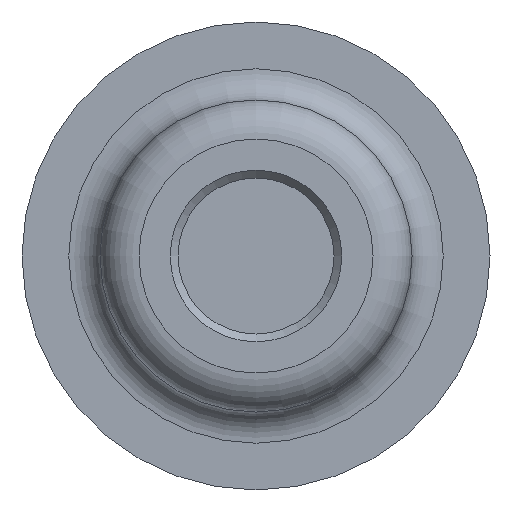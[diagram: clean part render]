
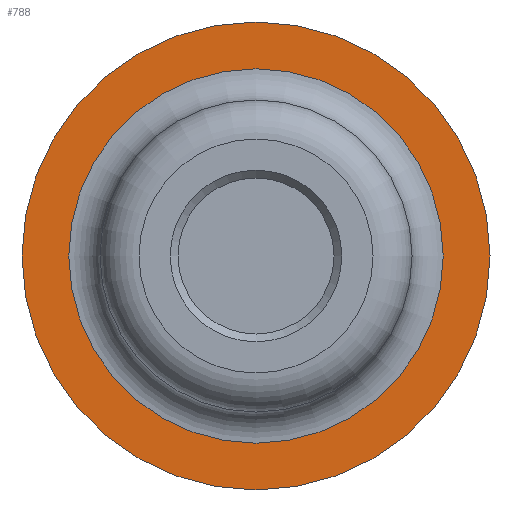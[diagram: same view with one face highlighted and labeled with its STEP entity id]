
A CAD part, left-side view. The second image highlights one B-rep face of the part: STEP entity #788.
In plain terms, the highlighted planar face has unit normal (-1, 0, 0).
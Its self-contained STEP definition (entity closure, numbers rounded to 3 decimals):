
#714=CARTESIAN_POINT('',(17.5,3.,0.0));
#715=VERTEX_POINT('',#714);
#716=CARTESIAN_POINT('',(17.5,0.,0.0));
#717=DIRECTION('',(1.0,0.0,0.0));
#718=DIRECTION('',(0.0,1.0,0.0));
#719=AXIS2_PLACEMENT_3D('',#716,#717,#718);
#720=CIRCLE('',#719,3.0);
#721=EDGE_CURVE('',#715,#715,#720,.T.);
#745=CARTESIAN_POINT('',(17.5,2.4,0.));
#746=VERTEX_POINT('',#745);
#747=CARTESIAN_POINT('',(17.5,0.,0.0));
#748=DIRECTION('',(-1.0,0.0,0.0));
#749=DIRECTION('',(0.0,-1.0,0.0));
#750=AXIS2_PLACEMENT_3D('',#747,#748,#749);
#751=CIRCLE('',#750,2.4);
#752=EDGE_CURVE('',#746,#746,#751,.T.);
#777=CARTESIAN_POINT('',(17.5,2.5,0.0));
#778=DIRECTION('',(-1.0,0.0,0.0));
#779=DIRECTION('',(0.0,0.0,1.0));
#780=AXIS2_PLACEMENT_3D('',#777,#778,#779);
#781=PLANE('',#780);
#782=ORIENTED_EDGE('',*,*,#721,.F.);
#783=EDGE_LOOP('',(#782));
#784=FACE_OUTER_BOUND('',#783,.T.);
#785=ORIENTED_EDGE('',*,*,#752,.F.);
#786=EDGE_LOOP('',(#785));
#787=FACE_BOUND('',#786,.T.);
#788=ADVANCED_FACE('',(#784,#787),#781,.T.);
